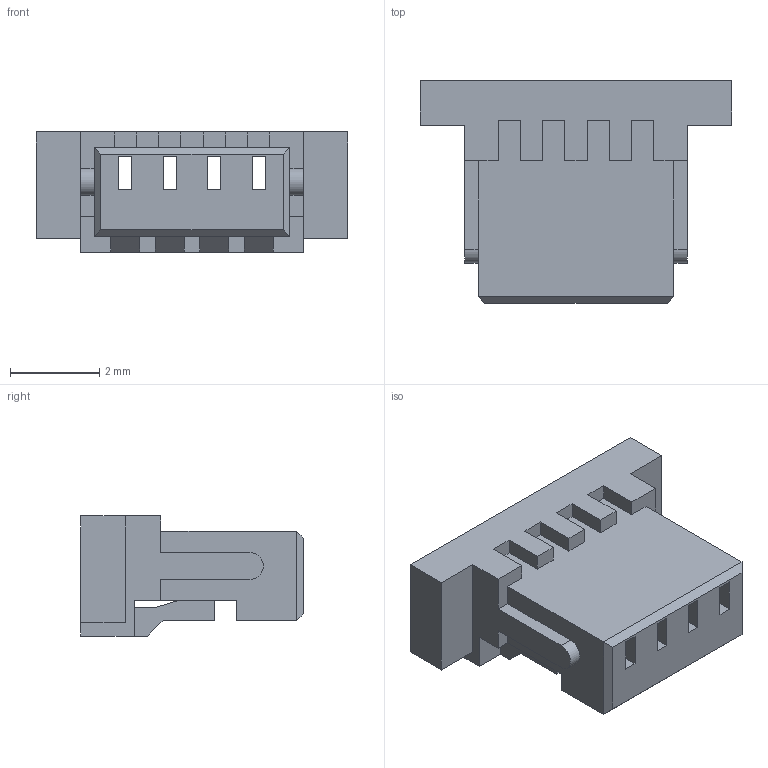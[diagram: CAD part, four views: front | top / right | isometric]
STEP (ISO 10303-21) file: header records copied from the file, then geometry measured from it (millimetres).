
FILE_DESCRIPTION((''),'2;1');
FILE_NAME('FHG10001-S13','2023-12-25T',('工程三'),(''),'PRO/ENGINEER BY PARAMETRIC TECHNOLOGY CORPORATION, 2010280','PRO/ENGINEER BY PARAMETRIC TECHNOLOGY CORPORATION, 2010280','');
FILE_SCHEMA(('CONFIG_CONTROL_DESIGN'));
Length unit declared in the file: millimetre
Products named in the file (1): FHG10001-S13
Bounding box: 7 x 5 x 2.7 mm (x, y, z)
Volume: 28.6 mm3; surface area: 204.5 mm2
Topology: 1 solids, 1 shells, 164 faces, 494 edges, 328 vertices
Faces by surface type: plane 162, cylinder 2
Entity records: 5500 total; most frequent: ORIENTED_EDGE 988, CARTESIAN_POINT 986, DIRECTION 826, EDGE_CURVE 494, VECTOR 490, LINE 490, VERTEX_POINT 328, EDGE_LOOP 176
